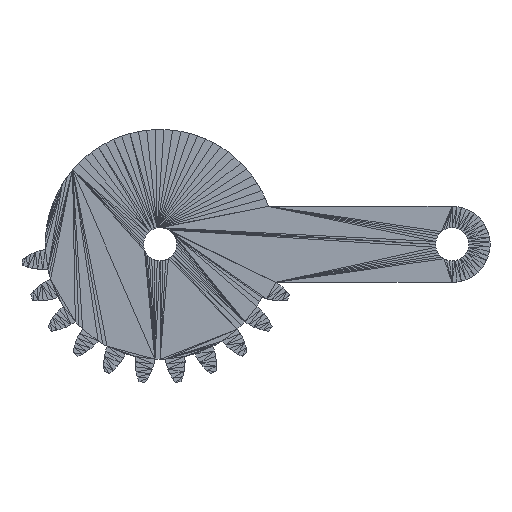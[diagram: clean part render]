
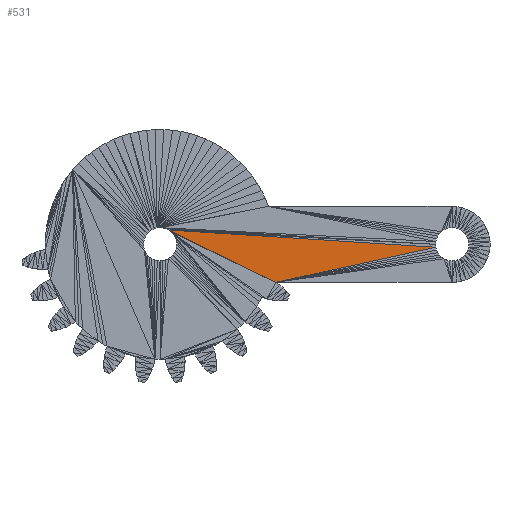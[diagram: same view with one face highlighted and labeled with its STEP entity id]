
A CAD part, front view. The second image highlights one B-rep face of the part: STEP entity #531.
In plain terms, the highlighted planar face has unit normal (0, -1, 0).
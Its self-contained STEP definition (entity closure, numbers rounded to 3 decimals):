
#425 = VERTEX_POINT('',#426);
#426 = CARTESIAN_POINT('',(15.412,0.,16.053));
#465 = PLANE('',#466);
#466 = AXIS2_PLACEMENT_3D('',#467,#468,#469);
#467 = CARTESIAN_POINT('',(29.557,0.,15.215));
#468 = DIRECTION('',(-0.,-1.,-0.));
#469 = DIRECTION('',(0.,0.,-1.));
#480 = EDGE_CURVE('',#425,#481,#483,.T.);
#481 = VERTEX_POINT('',#482);
#482 = CARTESIAN_POINT('',(43.564,0.,14.233));
#483 = SURFACE_CURVE('',#484,(#488,#495),.PCURVE_S1.);
#484 = LINE('',#485,#486);
#485 = CARTESIAN_POINT('',(15.412,0.,16.053));
#486 = VECTOR('',#487,1.);
#487 = DIRECTION('',(0.998,0.,-0.064));
#488 = PCURVE('',#465,#489);
#489 = DEFINITIONAL_REPRESENTATION('',(#490),#494);
#490 = LINE('',#491,#492);
#491 = CARTESIAN_POINT('',(-0.838,-14.145));
#492 = VECTOR('',#493,1.);
#493 = DIRECTION('',(0.064,0.998));
#494 = ( GEOMETRIC_REPRESENTATION_CONTEXT(2) 
PARAMETRIC_REPRESENTATION_CONTEXT() REPRESENTATION_CONTEXT('2D SPACE',''
  ) );
#495 = PCURVE('',#496,#501);
#496 = PLANE('',#497);
#497 = AXIS2_PLACEMENT_3D('',#498,#499,#500);
#498 = CARTESIAN_POINT('',(29.343,0.,13.923));
#499 = DIRECTION('',(-0.,-1.,-0.));
#500 = DIRECTION('',(0.,0.,-1.));
#501 = DEFINITIONAL_REPRESENTATION('',(#502),#505);
#502 = B_SPLINE_CURVE_WITH_KNOTS('',1,(#503,#504),.UNSPECIFIED.,.F.,.F.,
  (2,2),(0.,28.21),.PIECEWISE_BEZIER_KNOTS.);
#503 = CARTESIAN_POINT('',(-2.13,-13.93));
#504 = CARTESIAN_POINT('',(-0.31,14.221));
#505 = ( GEOMETRIC_REPRESENTATION_CONTEXT(2) 
PARAMETRIC_REPRESENTATION_CONTEXT() REPRESENTATION_CONTEXT('2D SPACE',''
  ) );
#531 = ADVANCED_FACE('',(#532),#496,.T.);
#532 = FACE_BOUND('',#533,.T.);
#533 = EDGE_LOOP('',(#534,#535,#562));
#534 = ORIENTED_EDGE('',*,*,#480,.F.);
#535 = ORIENTED_EDGE('',*,*,#536,.F.);
#536 = EDGE_CURVE('',#537,#425,#539,.T.);
#537 = VERTEX_POINT('',#538);
#538 = CARTESIAN_POINT('',(26.725,0.,10.537));
#539 = SURFACE_CURVE('',#540,(#544,#550),.PCURVE_S1.);
#540 = LINE('',#541,#542);
#541 = CARTESIAN_POINT('',(26.725,0.,10.537));
#542 = VECTOR('',#543,1.);
#543 = DIRECTION('',(-0.899,0.,0.438));
#544 = PCURVE('',#496,#545);
#545 = DEFINITIONAL_REPRESENTATION('',(#546),#549);
#546 = B_SPLINE_CURVE_WITH_KNOTS('',1,(#547,#548),.UNSPECIFIED.,.F.,.F.,
  (2,2),(0.,12.586),.PIECEWISE_BEZIER_KNOTS.);
#547 = CARTESIAN_POINT('',(3.386,-2.617));
#548 = CARTESIAN_POINT('',(-2.13,-13.93));
#549 = ( GEOMETRIC_REPRESENTATION_CONTEXT(2) 
PARAMETRIC_REPRESENTATION_CONTEXT() REPRESENTATION_CONTEXT('2D SPACE',''
  ) );
#550 = PCURVE('',#551,#556);
#551 = PLANE('',#552);
#552 = AXIS2_PLACEMENT_3D('',#553,#554,#555);
#553 = CARTESIAN_POINT('',(21.063,0.,13.285));
#554 = DIRECTION('',(-0.,-1.,-0.));
#555 = DIRECTION('',(0.,0.,-1.));
#556 = DEFINITIONAL_REPRESENTATION('',(#557),#561);
#557 = LINE('',#558,#559);
#558 = CARTESIAN_POINT('',(2.747,5.663));
#559 = VECTOR('',#560,1.);
#560 = DIRECTION('',(-0.438,-0.899));
#561 = ( GEOMETRIC_REPRESENTATION_CONTEXT(2) 
PARAMETRIC_REPRESENTATION_CONTEXT() REPRESENTATION_CONTEXT('2D SPACE',''
  ) );
#562 = ORIENTED_EDGE('',*,*,#563,.T.);
#563 = EDGE_CURVE('',#537,#481,#564,.T.);
#564 = SURFACE_CURVE('',#565,(#569,#576),.PCURVE_S1.);
#565 = LINE('',#566,#567);
#566 = CARTESIAN_POINT('',(26.725,0.,10.537));
#567 = VECTOR('',#568,1.);
#568 = DIRECTION('',(0.977,0.,0.214));
#569 = PCURVE('',#496,#570);
#570 = DEFINITIONAL_REPRESENTATION('',(#571),#575);
#571 = LINE('',#572,#573);
#572 = CARTESIAN_POINT('',(3.386,-2.617));
#573 = VECTOR('',#574,1.);
#574 = DIRECTION('',(-0.214,0.977));
#575 = ( GEOMETRIC_REPRESENTATION_CONTEXT(2) 
PARAMETRIC_REPRESENTATION_CONTEXT() REPRESENTATION_CONTEXT('2D SPACE',''
  ) );
#576 = PCURVE('',#577,#582);
#577 = PLANE('',#578);
#578 = AXIS2_PLACEMENT_3D('',#579,#580,#581);
#579 = CARTESIAN_POINT('',(35.238,0.,12.327));
#580 = DIRECTION('',(-0.,-1.,-0.));
#581 = DIRECTION('',(0.,0.,-1.));
#582 = DEFINITIONAL_REPRESENTATION('',(#583),#586);
#583 = B_SPLINE_CURVE_WITH_KNOTS('',1,(#584,#585),.UNSPECIFIED.,.F.,.F.,
  (2,2),(0.,17.239),.PIECEWISE_BEZIER_KNOTS.);
#584 = CARTESIAN_POINT('',(1.79,-8.513));
#585 = CARTESIAN_POINT('',(-1.906,8.326));
#586 = ( GEOMETRIC_REPRESENTATION_CONTEXT(2) 
PARAMETRIC_REPRESENTATION_CONTEXT() REPRESENTATION_CONTEXT('2D SPACE',''
  ) );
